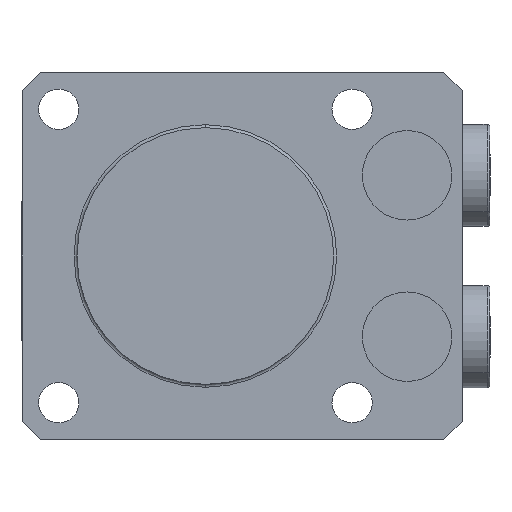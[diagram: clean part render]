
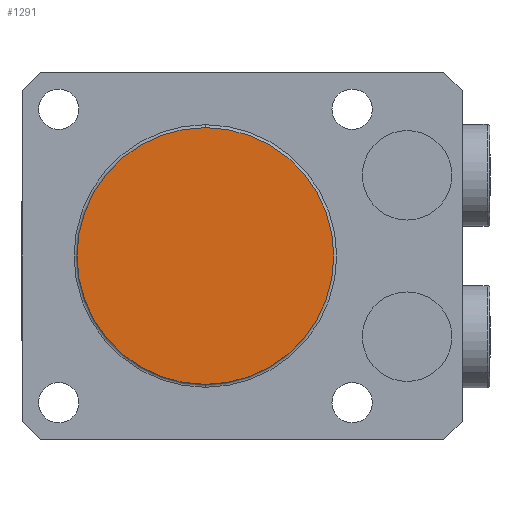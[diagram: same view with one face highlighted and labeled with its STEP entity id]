
A CAD part, front view. The second image highlights one B-rep face of the part: STEP entity #1291.
In plain terms, the highlighted planar face has unit normal (0, -1, 0).
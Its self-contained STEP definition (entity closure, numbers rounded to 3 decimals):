
#914 = VERTEX_POINT ( 'NONE', #4540 ) ;
#916 = EDGE_CURVE ( 'NONE', #917, #914, #4539, .T. ) ;
#917 = VERTEX_POINT ( 'NONE', #4534 ) ;
#1290 = EDGE_CURVE ( 'NONE', #914, #917, #5228, .T. ) ;
#1291 = ADVANCED_FACE ( 'NONE', ( #5220 ), #5218, .T. ) ;
#1292 = EDGE_LOOP ( 'NONE', ( #1293, #1294 ) ) ;
#1293 = ORIENTED_EDGE ( 'NONE', *, *, #916, .T. ) ;
#1294 = ORIENTED_EDGE ( 'NONE', *, *, #1290, .T. ) ;
#4534 = CARTESIAN_POINT ( 'NONE',  ( 0., -58., -17.5 ) ) ;
#4535 = DIRECTION ( 'NONE',  ( 0., 0., -1. ) ) ;
#4536 = DIRECTION ( 'NONE',  ( 0., -1., 0. ) ) ;
#4537 = CARTESIAN_POINT ( 'NONE',  ( 0., -58., 0. ) ) ;
#4538 = AXIS2_PLACEMENT_3D ( 'NONE', #4537, #4536, #4535 ) ;
#4539 = CIRCLE ( 'NONE', #4538, 17.5 ) ;
#4540 = CARTESIAN_POINT ( 'NONE',  ( 0., -58., 17.5 ) ) ;
#5218 = PLANE ( 'NONE',  #5219 ) ;
#5219 = AXIS2_PLACEMENT_3D ( 'NONE', #5284, #5283, #5282 ) ;
#5220 = FACE_OUTER_BOUND ( 'NONE', #1292, .T. ) ;
#5221 = DIRECTION ( 'NONE',  ( 0., 0., -1. ) ) ;
#5222 = DIRECTION ( 'NONE',  ( 0., -1., 0. ) ) ;
#5223 = CARTESIAN_POINT ( 'NONE',  ( 0., -58., 0. ) ) ;
#5224 = AXIS2_PLACEMENT_3D ( 'NONE', #5223, #5222, #5221 ) ;
#5228 = CIRCLE ( 'NONE', #5224, 17.5 ) ;
#5282 = DIRECTION ( 'NONE',  ( 0., 0., -1. ) ) ;
#5283 = DIRECTION ( 'NONE',  ( 0., -1., 0. ) ) ;
#5284 = CARTESIAN_POINT ( 'NONE',  ( 25., -58., 25. ) ) ;
